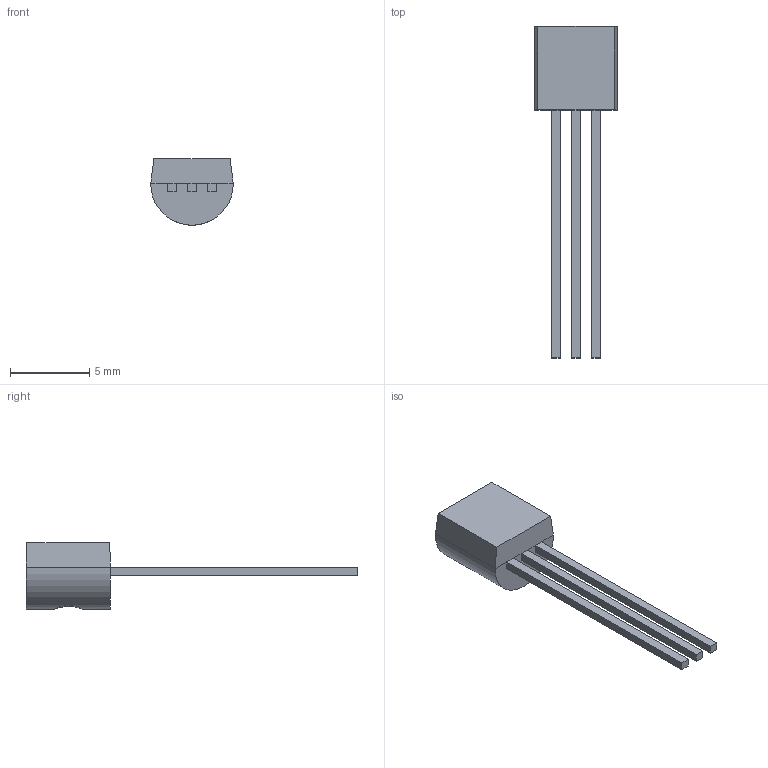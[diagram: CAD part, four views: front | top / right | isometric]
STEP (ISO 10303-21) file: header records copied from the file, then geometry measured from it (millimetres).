
FILE_DESCRIPTION (( 'STEP AP214' ), '1' );
FILE_NAME ('BS170G.STEP', '2021-07-21T11:19:49', ( '' ), ( '' ), 'SwSTEP 2.0', 'SolidWorks 2018', '' );
FILE_SCHEMA (( 'AUTOMOTIVE_DESIGN' ));
Length unit declared in the file: millimetre
Products named in the file (2): BS170G
Bounding box: 5.2 x 20.95 x 4.19 mm (x, y, z)
Volume: 112 mm3; surface area: 224 mm2
Topology: 1 solids, 1 shells, 27 faces, 65 edges, 40 vertices
Faces by surface type: plane 22, bspline 3, cylinder 2
Entity records: 1285 total; most frequent: CARTESIAN_POINT 338, ORIENTED_EDGE 130, DIRECTION 114, EDGE_CURVE 65, LINE 50, VECTOR 50, VERTEX_POINT 40, AXIS2_PLACEMENT_3D 32
